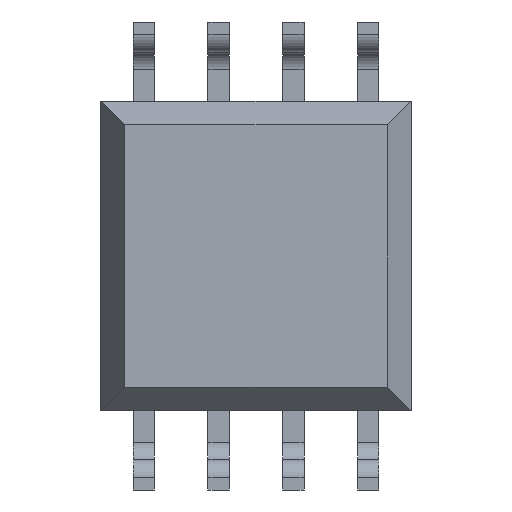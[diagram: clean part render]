
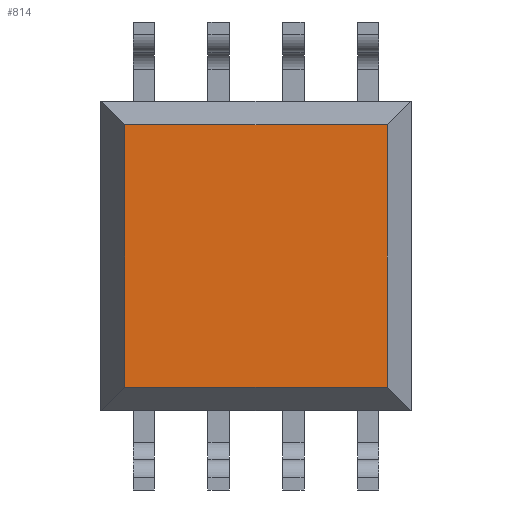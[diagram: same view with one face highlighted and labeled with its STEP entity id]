
A CAD part, front view. The second image highlights one B-rep face of the part: STEP entity #814.
In plain terms, the highlighted planar face has unit normal (0, -1, 0).
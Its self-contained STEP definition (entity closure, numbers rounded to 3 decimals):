
#186 = CARTESIAN_POINT ( 'NONE',  ( -0.4, 0., 0.4 ) ) ;
#424 = DIRECTION ( 'NONE',  ( 0., 0., 1. ) ) ;
#529 = EDGE_CURVE ( 'NONE', #3409, #803, #1854, .T. ) ;
#558 = DIRECTION ( 'NONE',  ( 1., 0., 0. ) ) ;
#753 = DIRECTION ( 'NONE',  ( 0., 1., 0. ) ) ;
#803 = VERTEX_POINT ( 'NONE', #3616 ) ;
#814 = ADVANCED_FACE ( 'NONE', ( #2215 ), #2184, .F. ) ;
#821 = ORIENTED_EDGE ( 'NONE', *, *, #529, .T. ) ;
#951 = VECTOR ( 'NONE', #1489, 1000. ) ;
#1041 = LINE ( 'NONE', #3205, #951 ) ;
#1174 = EDGE_CURVE ( 'NONE', #2568, #3409, #1041, .T. ) ;
#1297 = VECTOR ( 'NONE', #424, 1000. ) ;
#1489 = DIRECTION ( 'NONE',  ( -1., 0., 0. ) ) ;
#1542 = CARTESIAN_POINT ( 'NONE',  ( -4.86, 0., 5.25 ) ) ;
#1645 = CARTESIAN_POINT ( 'NONE',  ( -0.4, 0., 4.85 ) ) ;
#1822 = EDGE_CURVE ( 'NONE', #3389, #2568, #2061, .T. ) ;
#1854 = LINE ( 'NONE', #1542, #3376 ) ;
#1896 = CARTESIAN_POINT ( 'NONE',  ( 0., 0., 5.25 ) ) ;
#2061 = LINE ( 'NONE', #2424, #1297 ) ;
#2184 = PLANE ( 'NONE',  #3517 ) ;
#2215 = FACE_OUTER_BOUND ( 'NONE', #3218, .T. ) ;
#2353 = ORIENTED_EDGE ( 'NONE', *, *, #3608, .T. ) ;
#2424 = CARTESIAN_POINT ( 'NONE',  ( -0.4, 0., 5.25 ) ) ;
#2471 = CARTESIAN_POINT ( 'NONE',  ( -4.86, 0., 4.85 ) ) ;
#2568 = VERTEX_POINT ( 'NONE', #1645 ) ;
#2761 = DIRECTION ( 'NONE',  ( 0., 0., 1. ) ) ;
#2944 = ORIENTED_EDGE ( 'NONE', *, *, #1174, .T. ) ;
#2950 = LINE ( 'NONE', #3428, #3626 ) ;
#3205 = CARTESIAN_POINT ( 'NONE',  ( -5.26, 0., 4.85 ) ) ;
#3218 = EDGE_LOOP ( 'NONE', ( #3684, #2944, #821, #2353 ) ) ;
#3376 = VECTOR ( 'NONE', #3548, 1000. ) ;
#3389 = VERTEX_POINT ( 'NONE', #186 ) ;
#3409 = VERTEX_POINT ( 'NONE', #2471 ) ;
#3428 = CARTESIAN_POINT ( 'NONE',  ( 0., 0., 0.4 ) ) ;
#3517 = AXIS2_PLACEMENT_3D ( 'NONE', #1896, #753, #2761 ) ;
#3548 = DIRECTION ( 'NONE',  ( 0., 0., -1. ) ) ;
#3608 = EDGE_CURVE ( 'NONE', #803, #3389, #2950, .T. ) ;
#3616 = CARTESIAN_POINT ( 'NONE',  ( -4.86, 0., 0.4 ) ) ;
#3626 = VECTOR ( 'NONE', #558, 1000. ) ;
#3684 = ORIENTED_EDGE ( 'NONE', *, *, #1822, .T. ) ;
